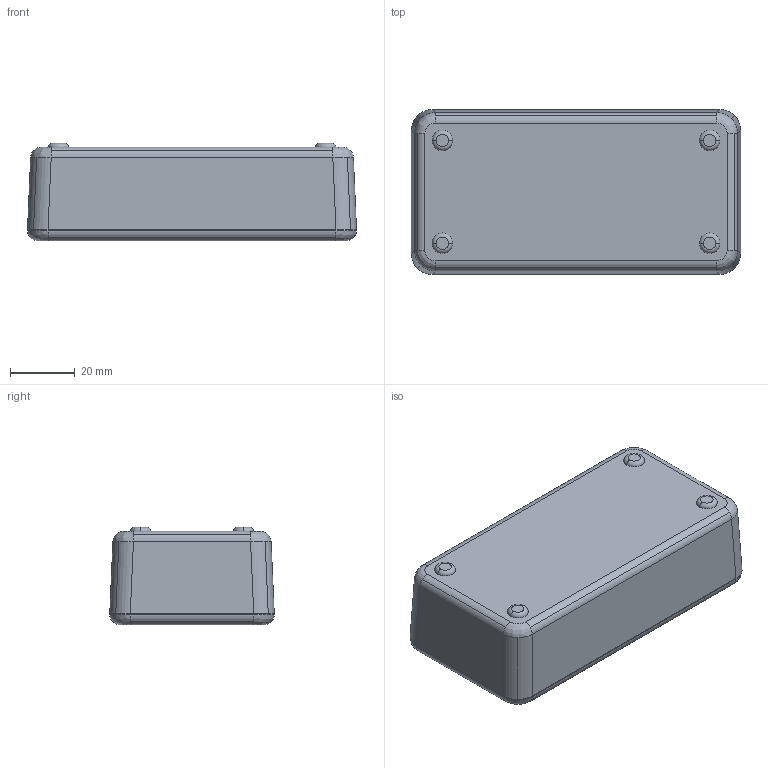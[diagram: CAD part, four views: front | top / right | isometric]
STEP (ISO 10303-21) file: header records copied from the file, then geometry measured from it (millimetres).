
FILE_DESCRIPTION((''),'2;1');
FILE_NAME('Enclosure1802.stp','2008-01-04T19:04:01',('Owner'),(''),'Autodesk Inventor (R) 6.0','Autodesk Inventor (R) 6.0','');
FILE_SCHEMA(('AUTOMOTIVE_DESIGN { 1 0 10303 214 1 1 1 1 }'));
Length unit declared in the file: inch
Products named in the file (3): Enclosure1802; Enclosure1802-Cover
Assembly tree (2 placements, depth 2):
  Enclosure1802
    Enclosure1802
    Enclosure1802-Cover
Bounding box: 101.6 x 50.8 x 30.1 mm (x, y, z)
Volume: 46870 mm3; surface area: 41657.5 mm2
Topology: 2 solids, 2 shells, 311 faces, 808 edges, 528 vertices
Faces by surface type: cylinder 128, bspline 90, plane 85, torus 8
Entity records: 10776 total; most frequent: CARTESIAN_POINT 3022, ORIENTED_EDGE 1616, DIRECTION 1608, EDGE_CURVE 808, AXIS2_PLACEMENT_3D 574, VERTEX_POINT 528, VECTOR 460, LINE 460
